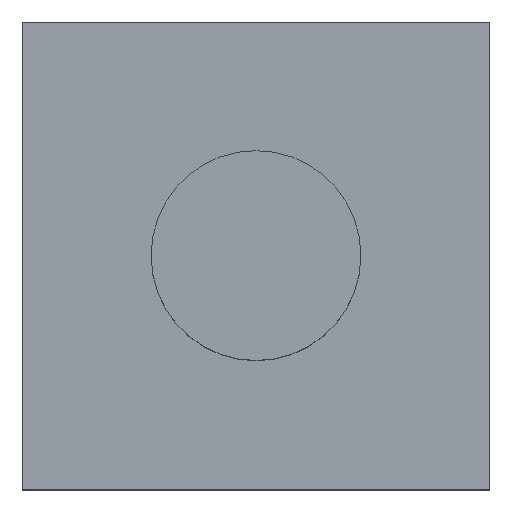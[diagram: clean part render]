
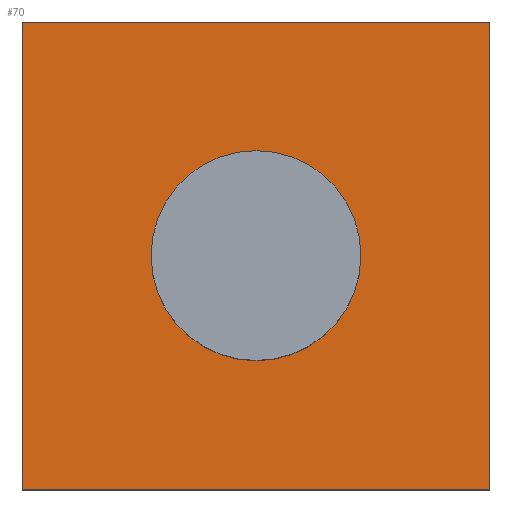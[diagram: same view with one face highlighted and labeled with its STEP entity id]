
A CAD part, top view. The second image highlights one B-rep face of the part: STEP entity #70.
In plain terms, the highlighted planar face has unit normal (0, 0, 1).
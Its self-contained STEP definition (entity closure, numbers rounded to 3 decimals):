
#8 = AXIS2_PLACEMENT_3D ( 'NONE', #253, #16, #285 ) ;
#9 = VECTOR ( 'NONE', #75, 1000. ) ;
#15 = CARTESIAN_POINT ( 'NONE',  ( 0., 7.8, 3. ) ) ;
#16 = DIRECTION ( 'NONE',  ( 0., 0., 1. ) ) ;
#35 = VECTOR ( 'NONE', #226, 1000. ) ;
#54 = CARTESIAN_POINT ( 'NONE',  ( 5.65, 3.9, 3. ) ) ;
#65 = CARTESIAN_POINT ( 'NONE',  ( 7.8, 0., 3. ) ) ;
#70 = ADVANCED_FACE ( 'NONE', ( #212, #301 ), #93, .F. ) ;
#71 = VERTEX_POINT ( 'NONE', #95 ) ;
#72 = DIRECTION ( 'NONE',  ( 0., 0., 1. ) ) ;
#75 = DIRECTION ( 'NONE',  ( 0., -1., 0. ) ) ;
#80 = DIRECTION ( 'NONE',  ( 1., 0., 0. ) ) ;
#91 = LINE ( 'NONE', #263, #461 ) ;
#93 = PLANE ( 'NONE',  #346 ) ;
#95 = CARTESIAN_POINT ( 'NONE',  ( 0., 0., 3. ) ) ;
#104 = VECTOR ( 'NONE', #465, 1000. ) ;
#112 = CARTESIAN_POINT ( 'NONE',  ( 3.9, 3.9, 3. ) ) ;
#113 = EDGE_CURVE ( 'NONE', #447, #178, #337, .T. ) ;
#119 = CIRCLE ( 'NONE', #467, 1.75 ) ;
#123 = ORIENTED_EDGE ( 'NONE', *, *, #474, .T. ) ;
#134 = DIRECTION ( 'NONE',  ( -1., 0., 0. ) ) ;
#172 = CARTESIAN_POINT ( 'NONE',  ( 0., 7.8, 3. ) ) ;
#178 = VERTEX_POINT ( 'NONE', #15 ) ;
#181 = CARTESIAN_POINT ( 'NONE',  ( 2.15, 3.9, 3. ) ) ;
#192 = VERTEX_POINT ( 'NONE', #54 ) ;
#197 = CARTESIAN_POINT ( 'NONE',  ( 7.8, 7.8, 3. ) ) ;
#209 = EDGE_CURVE ( 'NONE', #436, #192, #404, .T. ) ;
#212 = FACE_BOUND ( 'NONE', #291, .T. ) ;
#226 = DIRECTION ( 'NONE',  ( 0., 1., 0. ) ) ;
#231 = ORIENTED_EDGE ( 'NONE', *, *, #290, .T. ) ;
#234 = CARTESIAN_POINT ( 'NONE',  ( 0., 0., 3. ) ) ;
#245 = CARTESIAN_POINT ( 'NONE',  ( 0., 0., 3. ) ) ;
#253 = CARTESIAN_POINT ( 'NONE',  ( 3.9, 3.9, 3. ) ) ;
#254 = ORIENTED_EDGE ( 'NONE', *, *, #274, .F. ) ;
#263 = CARTESIAN_POINT ( 'NONE',  ( 0., 0., 3. ) ) ;
#272 = EDGE_LOOP ( 'NONE', ( #312, #123, #231, #364 ) ) ;
#274 = EDGE_CURVE ( 'NONE', #192, #436, #119, .T. ) ;
#285 = DIRECTION ( 'NONE',  ( 1., 0., 0. ) ) ;
#290 = EDGE_CURVE ( 'NONE', #472, #447, #462, .T. ) ;
#291 = EDGE_LOOP ( 'NONE', ( #448, #254 ) ) ;
#301 = FACE_OUTER_BOUND ( 'NONE', #272, .T. ) ;
#312 = ORIENTED_EDGE ( 'NONE', *, *, #487, .T. ) ;
#315 = DIRECTION ( 'NONE',  ( 0., 0., -1. ) ) ;
#337 = LINE ( 'NONE', #172, #104 ) ;
#346 = AXIS2_PLACEMENT_3D ( 'NONE', #245, #315, #134 ) ;
#352 = LINE ( 'NONE', #234, #9 ) ;
#364 = ORIENTED_EDGE ( 'NONE', *, *, #113, .T. ) ;
#380 = CARTESIAN_POINT ( 'NONE',  ( 7.8, 0., 3. ) ) ;
#404 = CIRCLE ( 'NONE', #8, 1.75 ) ;
#436 = VERTEX_POINT ( 'NONE', #181 ) ;
#447 = VERTEX_POINT ( 'NONE', #197 ) ;
#448 = ORIENTED_EDGE ( 'NONE', *, *, #209, .F. ) ;
#461 = VECTOR ( 'NONE', #80, 1000. ) ;
#462 = LINE ( 'NONE', #65, #35 ) ;
#465 = DIRECTION ( 'NONE',  ( -1., 0., 0. ) ) ;
#467 = AXIS2_PLACEMENT_3D ( 'NONE', #112, #72, #480 ) ;
#472 = VERTEX_POINT ( 'NONE', #380 ) ;
#474 = EDGE_CURVE ( 'NONE', #71, #472, #91, .T. ) ;
#480 = DIRECTION ( 'NONE',  ( 1., 0., 0. ) ) ;
#487 = EDGE_CURVE ( 'NONE', #178, #71, #352, .T. ) ;
